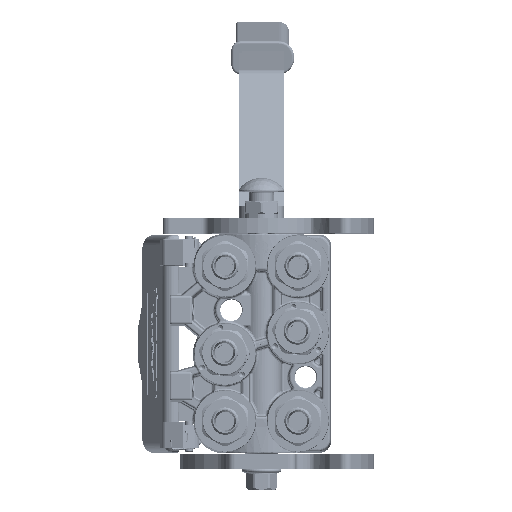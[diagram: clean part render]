
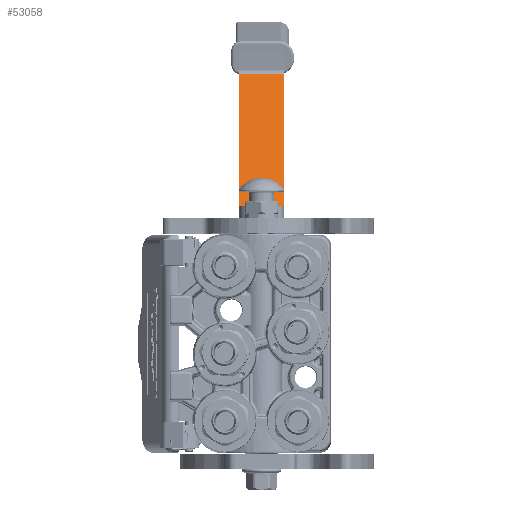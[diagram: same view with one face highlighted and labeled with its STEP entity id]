
A CAD part, top view. The second image highlights one B-rep face of the part: STEP entity #53058.
In plain terms, the highlighted face is planar.
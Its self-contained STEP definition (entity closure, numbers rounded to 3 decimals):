
#4813 = VERTEX_POINT ( 'NONE', #141846 ) ;
#8131 = VERTEX_POINT ( 'NONE', #103513 ) ;
#8510 = CARTESIAN_POINT ( 'NONE',  ( -120.238, 15., -29.762 ) ) ;
#10912 = VECTOR ( 'NONE', #28819, 1000. ) ;
#12761 = CARTESIAN_POINT ( 'NONE',  ( -120.238, 15., -29.762 ) ) ;
#13564 = ORIENTED_EDGE ( 'NONE', *, *, #86968, .T. ) ;
#15786 = VECTOR ( 'NONE', #163571, 1000. ) ;
#16456 = CARTESIAN_POINT ( 'NONE',  ( -33.586, -15., -116.414 ) ) ;
#28819 = DIRECTION ( 'NONE',  ( 0., -1., 0. ) ) ;
#32069 = VECTOR ( 'NONE', #129226, 1000. ) ;
#36494 = CARTESIAN_POINT ( 'NONE',  ( -122.468, -15., -27.532 ) ) ;
#46875 = EDGE_LOOP ( 'NONE', ( #13564, #142065, #149075, #73300 ) ) ;
#53058 = ADVANCED_FACE ( 'NONE', ( #126518 ), #168791, .T. ) ;
#73300 = ORIENTED_EDGE ( 'NONE', *, *, #185234, .T. ) ;
#74754 = LINE ( 'NONE', #8510, #164776 ) ;
#79007 = AXIS2_PLACEMENT_3D ( 'NONE', #36494, #110768, #123682 ) ;
#86968 = EDGE_CURVE ( 'NONE', #4813, #8131, #149846, .T. ) ;
#103513 = CARTESIAN_POINT ( 'NONE',  ( -33.586, -15., -116.414 ) ) ;
#107549 = VERTEX_POINT ( 'NONE', #169532 ) ;
#109328 = CARTESIAN_POINT ( 'NONE',  ( -120.238, -15., -29.762 ) ) ;
#110768 = DIRECTION ( 'NONE',  ( 0.707, 0., 0.707 ) ) ;
#123682 = DIRECTION ( 'NONE',  ( 0.707, 0., -0.707 ) ) ;
#126518 = FACE_OUTER_BOUND ( 'NONE', #46875, .T. ) ;
#129226 = DIRECTION ( 'NONE',  ( 0.707, 0., -0.707 ) ) ;
#135737 = LINE ( 'NONE', #16456, #15786 ) ;
#136681 = EDGE_CURVE ( 'NONE', #107549, #183052, #74754, .T. ) ;
#141846 = CARTESIAN_POINT ( 'NONE',  ( -120.238, -15., -29.762 ) ) ;
#142065 = ORIENTED_EDGE ( 'NONE', *, *, #148712, .T. ) ;
#148712 = EDGE_CURVE ( 'NONE', #8131, #183052, #135737, .T. ) ;
#149075 = ORIENTED_EDGE ( 'NONE', *, *, #136681, .F. ) ;
#149846 = LINE ( 'NONE', #109328, #32069 ) ;
#157507 = DIRECTION ( 'NONE',  ( 0.707, 0., -0.707 ) ) ;
#163571 = DIRECTION ( 'NONE',  ( 0., 1., 0. ) ) ;
#164776 = VECTOR ( 'NONE', #157507, 1000. ) ;
#168791 = PLANE ( 'NONE',  #79007 ) ;
#169532 = CARTESIAN_POINT ( 'NONE',  ( -120.238, 15., -29.762 ) ) ;
#174912 = LINE ( 'NONE', #12761, #10912 ) ;
#183052 = VERTEX_POINT ( 'NONE', #185941 ) ;
#185234 = EDGE_CURVE ( 'NONE', #107549, #4813, #174912, .T. ) ;
#185941 = CARTESIAN_POINT ( 'NONE',  ( -33.586, 15., -116.414 ) ) ;
